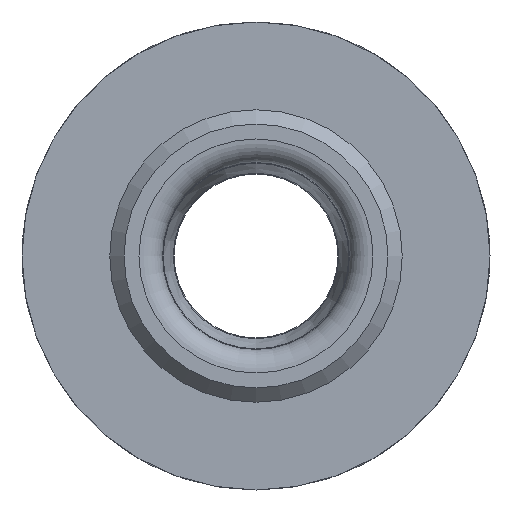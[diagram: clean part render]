
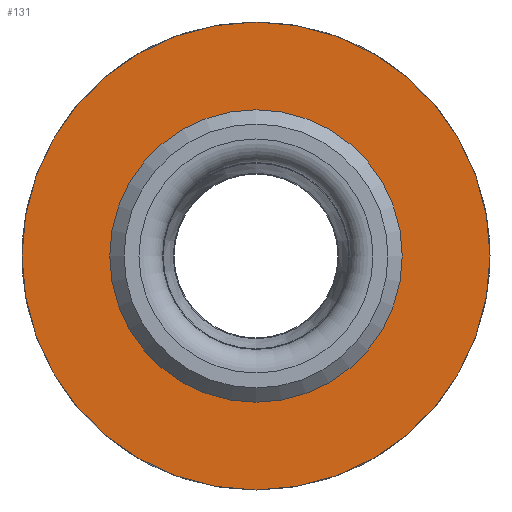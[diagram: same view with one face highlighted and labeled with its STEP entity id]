
A CAD part, left-side view. The second image highlights one B-rep face of the part: STEP entity #131.
In plain terms, the highlighted planar face has unit normal (-1, 0, 0).
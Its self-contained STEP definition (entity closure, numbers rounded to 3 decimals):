
#131 = ADVANCED_FACE( '', ( #272, #273 ), #274, .F. );
#272 = FACE_OUTER_BOUND( '', #424, .T. );
#273 = FACE_BOUND( '', #425, .T. );
#274 = PLANE( '', #426 );
#424 = EDGE_LOOP( '', ( #840 ) );
#425 = EDGE_LOOP( '', ( #841 ) );
#426 = AXIS2_PLACEMENT_3D( '', #842, #843, #844 );
#840 = ORIENTED_EDGE( '', *, *, #964, .F. );
#841 = ORIENTED_EDGE( '', *, *, #986, .T. );
#842 = CARTESIAN_POINT( '', ( 10., 6., 0. ) );
#843 = DIRECTION( '', ( 1., 0., 0. ) );
#844 = DIRECTION( '', ( 0., 0., -1. ) );
#964 = EDGE_CURVE( '', #1158, #1158, #1159, .T. );
#986 = EDGE_CURVE( '', #1189, #1189, #1190, .T. );
#1158 = VERTEX_POINT( '', #1517 );
#1159 = CIRCLE( '', #1518, 10. );
#1189 = VERTEX_POINT( '', #1601 );
#1190 = CIRCLE( '', #1602, 6. );
#1517 = CARTESIAN_POINT( '', ( 10., 0., -10. ) );
#1518 = AXIS2_PLACEMENT_3D( '', #1779, #1780, #1781 );
#1601 = CARTESIAN_POINT( '', ( 10., 0., -6. ) );
#1602 = AXIS2_PLACEMENT_3D( '', #1803, #1804, #1805 );
#1779 = CARTESIAN_POINT( '', ( 10., 0., 0. ) );
#1780 = DIRECTION( '', ( 1., 0., 0. ) );
#1781 = DIRECTION( '', ( 0., 0., -1. ) );
#1803 = CARTESIAN_POINT( '', ( 10., 0., 0. ) );
#1804 = DIRECTION( '', ( 1., 0., 0. ) );
#1805 = DIRECTION( '', ( 0., 0., -1. ) );
